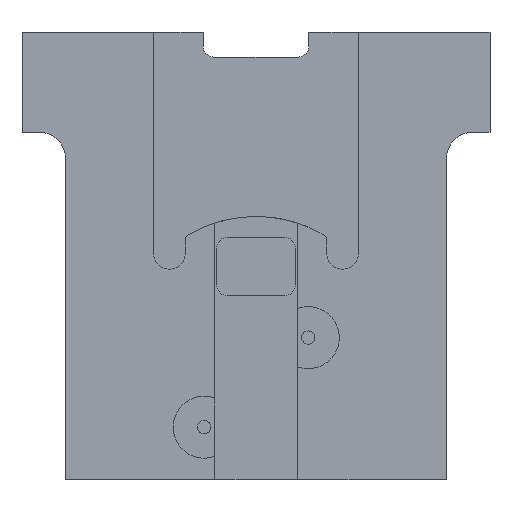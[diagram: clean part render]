
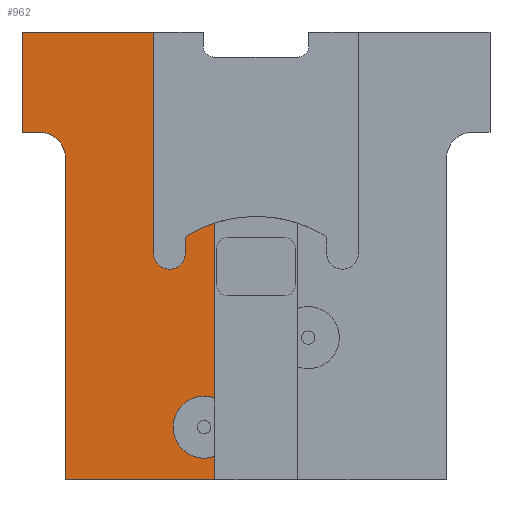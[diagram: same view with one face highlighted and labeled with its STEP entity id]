
A CAD part, front view. The second image highlights one B-rep face of the part: STEP entity #962.
In plain terms, the highlighted planar face has unit normal (0, -1, 0).
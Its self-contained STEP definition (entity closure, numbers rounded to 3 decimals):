
#29=PLANE('',#1051);
#72=FACE_OUTER_BOUND('',#127,.T.);
#127=EDGE_LOOP('',(#728,#729,#730,#731,#732,#733,#734,#735,#736,#737,#738,
#739,#740,#741));
#180=LINE('',#1456,#279);
#185=LINE('',#1470,#284);
#202=LINE('',#1519,#301);
#203=LINE('',#1521,#302);
#204=LINE('',#1523,#303);
#205=LINE('',#1527,#304);
#206=LINE('',#1529,#305);
#207=LINE('',#1531,#306);
#208=LINE('',#1534,#307);
#279=VECTOR('',#1165,10.);
#284=VECTOR('',#1178,10.);
#301=VECTOR('',#1225,10.);
#302=VECTOR('',#1226,10.);
#303=VECTOR('',#1227,10.);
#304=VECTOR('',#1230,10.);
#305=VECTOR('',#1231,10.);
#306=VECTOR('',#1232,10.);
#307=VECTOR('',#1235,10.);
#376=CIRCLE('',#1034,3.);
#378=CIRCLE('',#1038,1.);
#382=CIRCLE('',#1043,25.542);
#386=CIRCLE('',#1052,5.);
#387=CIRCLE('',#1053,5.9);
#425=VERTEX_POINT('',#1454);
#426=VERTEX_POINT('',#1455);
#429=VERTEX_POINT('',#1463);
#431=VERTEX_POINT('',#1469);
#433=VERTEX_POINT('',#1475);
#436=VERTEX_POINT('',#1482);
#448=VERTEX_POINT('',#1518);
#449=VERTEX_POINT('',#1520);
#450=VERTEX_POINT('',#1522);
#451=VERTEX_POINT('',#1524);
#452=VERTEX_POINT('',#1526);
#453=VERTEX_POINT('',#1528);
#454=VERTEX_POINT('',#1530);
#455=VERTEX_POINT('',#1532);
#525=EDGE_CURVE('',#425,#426,#180,.T.);
#529=EDGE_CURVE('',#429,#425,#376,.T.);
#532=EDGE_CURVE('',#431,#429,#185,.T.);
#535=EDGE_CURVE('',#433,#431,#378,.T.);
#541=EDGE_CURVE('',#436,#433,#382,.T.);
#557=EDGE_CURVE('',#426,#448,#202,.T.);
#558=EDGE_CURVE('',#448,#449,#203,.T.);
#559=EDGE_CURVE('',#449,#450,#204,.T.);
#560=EDGE_CURVE('',#450,#451,#386,.T.);
#561=EDGE_CURVE('',#451,#452,#205,.T.);
#562=EDGE_CURVE('',#453,#452,#206,.T.);
#563=EDGE_CURVE('',#453,#454,#207,.T.);
#564=EDGE_CURVE('',#454,#455,#387,.T.);
#565=EDGE_CURVE('',#455,#436,#208,.T.);
#728=ORIENTED_EDGE('',*,*,#525,.T.);
#729=ORIENTED_EDGE('',*,*,#557,.T.);
#730=ORIENTED_EDGE('',*,*,#558,.T.);
#731=ORIENTED_EDGE('',*,*,#559,.T.);
#732=ORIENTED_EDGE('',*,*,#560,.T.);
#733=ORIENTED_EDGE('',*,*,#561,.T.);
#734=ORIENTED_EDGE('',*,*,#562,.F.);
#735=ORIENTED_EDGE('',*,*,#563,.T.);
#736=ORIENTED_EDGE('',*,*,#564,.T.);
#737=ORIENTED_EDGE('',*,*,#565,.T.);
#738=ORIENTED_EDGE('',*,*,#541,.T.);
#739=ORIENTED_EDGE('',*,*,#535,.T.);
#740=ORIENTED_EDGE('',*,*,#532,.T.);
#741=ORIENTED_EDGE('',*,*,#529,.T.);
#962=ADVANCED_FACE('',(#72),#29,.F.);
#1034=AXIS2_PLACEMENT_3D('',#1464,#1171,#1172);
#1038=AXIS2_PLACEMENT_3D('',#1476,#1183,#1184);
#1043=AXIS2_PLACEMENT_3D('',#1486,#1195,#1196);
#1051=AXIS2_PLACEMENT_3D('',#1517,#1223,#1224);
#1052=AXIS2_PLACEMENT_3D('',#1525,#1228,#1229);
#1053=AXIS2_PLACEMENT_3D('',#1533,#1233,#1234);
#1165=DIRECTION('',(0.,0.,1.));
#1171=DIRECTION('center_axis',(0.,1.,0.));
#1172=DIRECTION('ref_axis',(-1.,0.,0.));
#1178=DIRECTION('',(0.,0.,-1.));
#1183=DIRECTION('center_axis',(0.,-1.,0.));
#1184=DIRECTION('ref_axis',(-0.509,0.,0.861));
#1195=DIRECTION('center_axis',(0.,-1.,0.));
#1196=DIRECTION('ref_axis',(0.,0.,1.));
#1223=DIRECTION('center_axis',(0.,1.,0.));
#1224=DIRECTION('ref_axis',(1.,0.,0.));
#1225=DIRECTION('',(-1.,0.,0.));
#1226=DIRECTION('',(0.,0.,-1.));
#1227=DIRECTION('',(1.,0.,0.));
#1228=DIRECTION('center_axis',(0.,1.,0.));
#1229=DIRECTION('ref_axis',(0.,0.,1.));
#1230=DIRECTION('',(0.,0.,-1.));
#1231=DIRECTION('',(-1.,0.,0.));
#1232=DIRECTION('',(0.,0.,1.));
#1233=DIRECTION('center_axis',(0.,1.,0.));
#1234=DIRECTION('ref_axis',(1.,0.,0.));
#1235=DIRECTION('',(0.,0.,1.));
#1454=CARTESIAN_POINT('',(-19.44,0.,0.5));
#1455=CARTESIAN_POINT('',(-19.44,0.,42.5));
#1456=CARTESIAN_POINT('',(-19.44,0.,0.25));
#1463=CARTESIAN_POINT('',(-13.44,0.,0.5));
#1464=CARTESIAN_POINT('Origin',(-16.44,0.,0.5));
#1469=CARTESIAN_POINT('',(-13.44,0.,3.087));
#1470=CARTESIAN_POINT('',(-13.44,0.,1.543));
#1475=CARTESIAN_POINT('',(-12.949,0.,3.948));
#1476=CARTESIAN_POINT('Origin',(-12.44,0.,3.087));
#1482=CARTESIAN_POINT('',(-7.83,0.,6.256));
#1486=CARTESIAN_POINT('Origin',(0.045,0.,-18.042));
#1517=CARTESIAN_POINT('Origin',(0.,0.,0.));
#1518=CARTESIAN_POINT('',(-44.425,0.,42.5));
#1519=CARTESIAN_POINT('',(-10.,0.,42.5));
#1520=CARTESIAN_POINT('',(-44.425,0.,23.5));
#1521=CARTESIAN_POINT('',(-44.425,0.,42.5));
#1522=CARTESIAN_POINT('',(-41.175,0.,23.5));
#1523=CARTESIAN_POINT('',(-44.425,0.,23.5));
#1524=CARTESIAN_POINT('',(-36.175,0.,18.5));
#1525=CARTESIAN_POINT('Origin',(-41.175,0.,18.5));
#1526=CARTESIAN_POINT('',(-36.175,0.,-42.5));
#1527=CARTESIAN_POINT('',(-36.175,0.,18.5));
#1528=CARTESIAN_POINT('',(-7.83,0.,-42.5));
#1529=CARTESIAN_POINT('',(36.175,0.,-42.5));
#1530=CARTESIAN_POINT('',(-7.83,0.,-38.051));
#1531=CARTESIAN_POINT('',(-7.83,0.,-21.25));
#1532=CARTESIAN_POINT('',(-7.83,0.,-26.949));
#1533=CARTESIAN_POINT('Origin',(-9.83,0.,-32.5));
#1534=CARTESIAN_POINT('',(-7.83,0.,-21.25));
